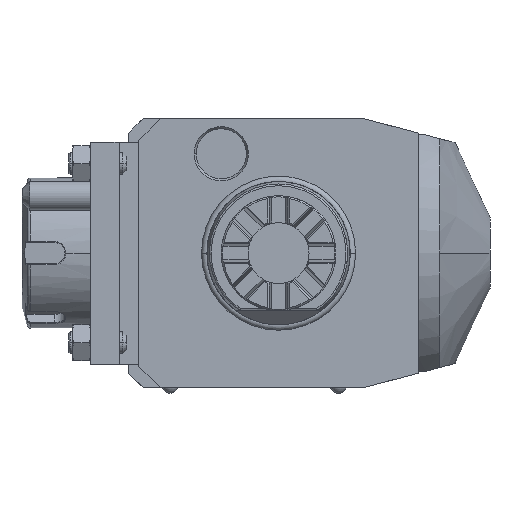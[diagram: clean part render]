
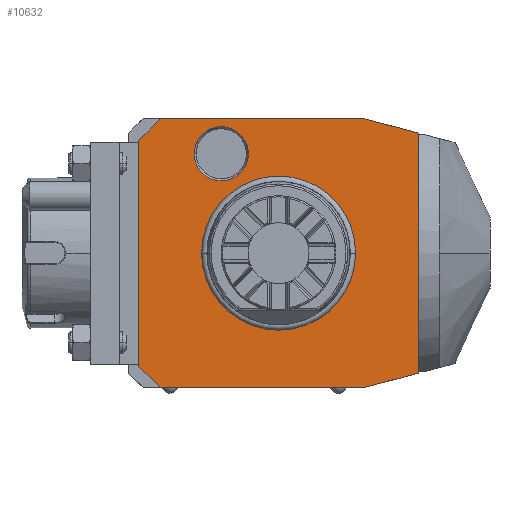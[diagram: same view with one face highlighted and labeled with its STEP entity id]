
A CAD part, front view. The second image highlights one B-rep face of the part: STEP entity #10632.
In plain terms, the highlighted planar face has unit normal (0, -1, 0).
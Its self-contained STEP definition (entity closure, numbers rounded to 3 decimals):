
#1=DIRECTION('',(-0.966,0.,0.259));
#2=VECTOR('',#1,15.529);
#3=CARTESIAN_POINT('',(39.,0.,33.481));
#4=LINE('',#3,#2);
#5=DIRECTION('',(0.,0.,1.));
#6=VECTOR('',#5,66.962);
#7=CARTESIAN_POINT('',(39.,0.,-33.481));
#8=LINE('',#7,#6);
#9=DIRECTION('',(0.966,0.,0.259));
#10=VECTOR('',#9,15.529);
#11=CARTESIAN_POINT('',(24.,0.,-37.5));
#12=LINE('',#11,#10);
#13=DIRECTION('',(1.,0.,0.));
#14=VECTOR('',#13,57.);
#15=CARTESIAN_POINT('',(-33.,0.,-37.5));
#16=LINE('',#15,#14);
#17=DIRECTION('',(0.707,0.,-0.707));
#18=VECTOR('',#17,8.485);
#19=CARTESIAN_POINT('',(-39.,0.,-31.5));
#20=LINE('',#19,#18);
#21=DIRECTION('',(0.,0.,-1.));
#22=VECTOR('',#21,63.);
#23=CARTESIAN_POINT('',(-39.,0.,31.5));
#24=LINE('',#23,#22);
#25=DIRECTION('',(-0.707,0.,-0.707));
#26=VECTOR('',#25,8.485);
#27=CARTESIAN_POINT('',(-33.,0.,37.5));
#28=LINE('',#27,#26);
#29=DIRECTION('',(-1.,0.,0.));
#30=VECTOR('',#29,57.);
#31=CARTESIAN_POINT('',(24.,0.,37.5));
#32=LINE('',#31,#30);
#33=CARTESIAN_POINT('',(-16.,0.,27.713));
#34=DIRECTION('',(0.,1.,0.));
#35=DIRECTION('',(1.,0.,0.));
#36=AXIS2_PLACEMENT_3D('',#33,#34,#35);
#38=CARTESIAN_POINT('',(-16.,0.,27.713));
#39=DIRECTION('',(0.,1.,0.));
#40=DIRECTION('',(-1.,0.,0.));
#41=AXIS2_PLACEMENT_3D('',#38,#39,#40);
#6807=CARTESIAN_POINT('',(0.,0.,0.));
#6808=DIRECTION('',(0.,-1.,0.));
#6809=DIRECTION('',(1.,0.,0.));
#6810=AXIS2_PLACEMENT_3D('',#6807,#6808,#6809);
#6812=CARTESIAN_POINT('',(0.,0.,0.));
#6813=DIRECTION('',(0.,-1.,0.));
#6814=DIRECTION('',(-1.,0.,0.));
#6815=AXIS2_PLACEMENT_3D('',#6812,#6813,#6814);
#9511=CARTESIAN_POINT('',(-8.423,0.,
27.713));
#9512=CARTESIAN_POINT('',(-23.577,0.,
27.713));
#9513=VERTEX_POINT('',#9511);
#9514=VERTEX_POINT('',#9512);
#10409=CARTESIAN_POINT('',(39.,0.,33.481));
#10410=CARTESIAN_POINT('',(24.,0.,37.5));
#10411=VERTEX_POINT('',#10409);
#10412=VERTEX_POINT('',#10410);
#10413=CARTESIAN_POINT('',(-33.,0.,37.5));
#10414=VERTEX_POINT('',#10413);
#10415=CARTESIAN_POINT('',(-39.,0.,31.5));
#10416=VERTEX_POINT('',#10415);
#10417=CARTESIAN_POINT('',(-39.,0.,-31.5));
#10418=VERTEX_POINT('',#10417);
#10419=CARTESIAN_POINT('',(-33.,0.,-37.5));
#10420=VERTEX_POINT('',#10419);
#10421=CARTESIAN_POINT('',(24.,0.,-37.5));
#10422=VERTEX_POINT('',#10421);
#10423=CARTESIAN_POINT('',(39.,0.,-33.481));
#10424=VERTEX_POINT('',#10423);
#10489=CARTESIAN_POINT('',(21.137,0.,0.));
#10490=CARTESIAN_POINT('',(-21.137,0.,0.));
#10491=VERTEX_POINT('',#10489);
#10492=VERTEX_POINT('',#10490);
#10597=CARTESIAN_POINT('',(0.,0.,0.));
#10598=DIRECTION('',(0.,-1.,0.));
#10599=DIRECTION('',(-1.,0.,0.));
#10600=AXIS2_PLACEMENT_3D('',#10597,#10598,#10599);
#10601=PLANE('',#10600);
#10603=ORIENTED_EDGE('',*,*,#10602,.F.);
#10605=ORIENTED_EDGE('',*,*,#10604,.F.);
#10607=ORIENTED_EDGE('',*,*,#10606,.F.);
#10609=ORIENTED_EDGE('',*,*,#10608,.F.);
#10611=ORIENTED_EDGE('',*,*,#10610,.F.);
#10613=ORIENTED_EDGE('',*,*,#10612,.F.);
#10615=ORIENTED_EDGE('',*,*,#10614,.F.);
#10617=ORIENTED_EDGE('',*,*,#10616,.F.);
#10618=EDGE_LOOP('',(#10603,#10605,#10607,#10609,#10611,#10613,#10615,#10617));
#10619=FACE_OUTER_BOUND('',#10618,.F.);
#10621=ORIENTED_EDGE('',*,*,#10620,.T.);
#10623=ORIENTED_EDGE('',*,*,#10622,.T.);
#10624=EDGE_LOOP('',(#10621,#10623));
#10625=FACE_BOUND('',#10624,.F.);
#10627=ORIENTED_EDGE('',*,*,#10626,.F.);
#10629=ORIENTED_EDGE('',*,*,#10628,.F.);
#10630=EDGE_LOOP('',(#10627,#10629));
#10631=FACE_BOUND('',#10630,.F.);
#37=CIRCLE('',#36,7.577);
#42=CIRCLE('',#41,7.577);
#6811=CIRCLE('',#6810,21.137);
#6816=CIRCLE('',#6815,21.137);
#10602=EDGE_CURVE('',#10411,#10412,#4,.T.);
#10604=EDGE_CURVE('',#10424,#10411,#8,.T.);
#10606=EDGE_CURVE('',#10422,#10424,#12,.T.);
#10608=EDGE_CURVE('',#10420,#10422,#16,.T.);
#10610=EDGE_CURVE('',#10418,#10420,#20,.T.);
#10612=EDGE_CURVE('',#10416,#10418,#24,.T.);
#10614=EDGE_CURVE('',#10414,#10416,#28,.T.);
#10616=EDGE_CURVE('',#10412,#10414,#32,.T.);
#10620=EDGE_CURVE('',#10491,#10492,#6811,.T.);
#10622=EDGE_CURVE('',#10492,#10491,#6816,.T.);
#10626=EDGE_CURVE('',#9513,#9514,#37,.T.);
#10628=EDGE_CURVE('',#9514,#9513,#42,.T.);
#10632=ADVANCED_FACE('',(#10619,#10625,#10631),#10601,.T.);
